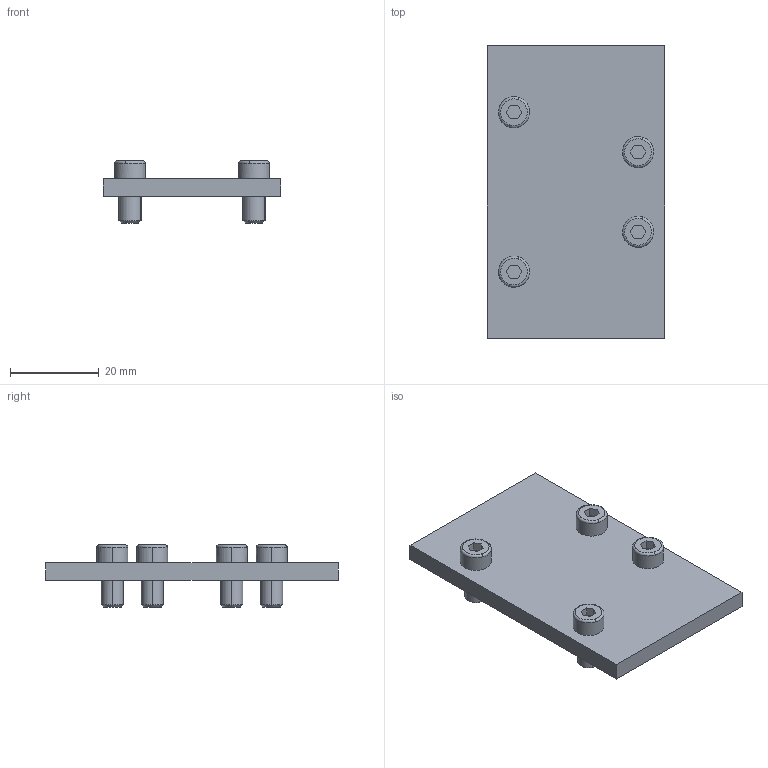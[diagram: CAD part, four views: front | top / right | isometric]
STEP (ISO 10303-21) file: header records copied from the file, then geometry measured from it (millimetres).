
FILE_DESCRIPTION (( 'STEP AP203' ), '1' );
FILE_NAME ('HM-1BP.step', '2022-04-19T17:44:20', ( '' ), ( '' ), 'SwSTEP 2.0', 'SolidWorks 2021', '' );
FILE_SCHEMA (( 'CONFIG_CONTROL_DESIGN' ));
Length unit declared in the file: millimetre
Products named in the file (1): HM-1BP
Bounding box: 40 x 66 x 14 mm (x, y, z)
Volume: 11507 mm3; surface area: 7429.1 mm2
Topology: 1 solids, 1 shells, 86 faces, 200 edges, 132 vertices
Faces by surface type: plane 46, cylinder 24, cone 8, torus 8
Entity records: 2665 total; most frequent: CARTESIAN_POINT 555, DIRECTION 442, ORIENTED_EDGE 400, EDGE_CURVE 200, AXIS2_PLACEMENT_3D 163, VERTEX_POINT 132, VECTOR 116, LINE 116
